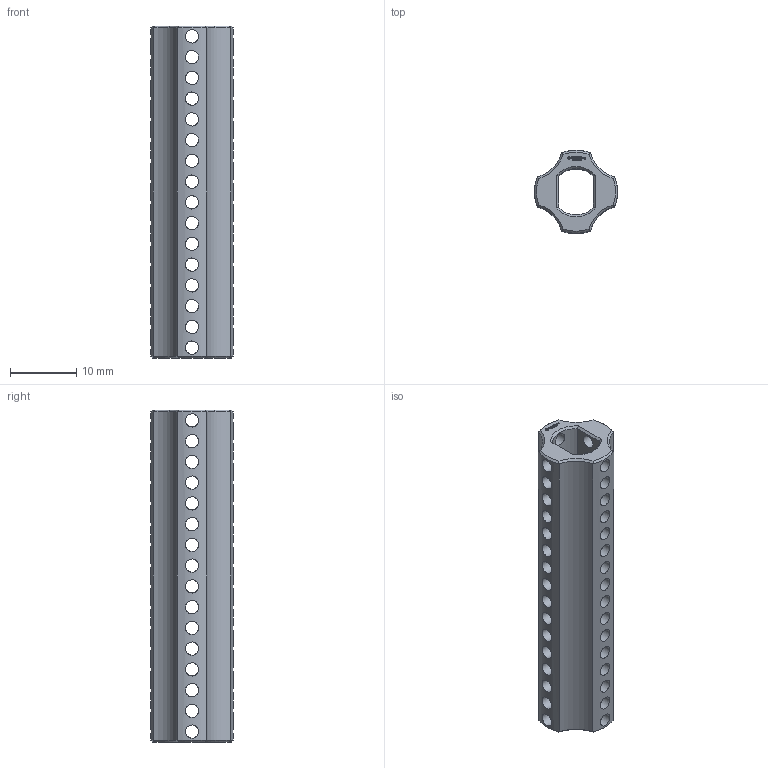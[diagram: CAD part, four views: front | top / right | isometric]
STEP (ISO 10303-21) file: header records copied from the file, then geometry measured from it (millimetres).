
FILE_DESCRIPTION(('FreeCAD Model'),'2;1');
FILE_NAME('Open CASCADE Shape Model','2024-06-16T00:01:03',(''),(''), 'Open CASCADE STEP processor 7.6','FreeCAD','Unknown');
FILE_SCHEMA(('AUTOMOTIVE_DESIGN { 1 0 10303 214 1 1 1 1 }'));
Length unit declared in the file: millimetre
Products named in the file (1): Power-Transmission Hub PLN IDX FXD BU04.00 - SPN-PTH-0016 
(stemfie.org)
Bounding box: 12.5 x 12.5 x 50 mm (x, y, z)
Volume: 2980.8 mm3; surface area: 4041.1 mm2
Topology: 1 solids, 1 shells, 560 faces, 1586 edges, 1060 vertices
Faces by surface type: plane 316, extrusion 150, cylinder 74, cone 20
Full cylindrical faces by diameter (mm): 2 x64
Entity records: 22905 total; most frequent: CARTESIAN_POINT 8816, ORIENTED_EDGE 3172, DIRECTION 2226, EDGE_CURVE 1586, VECTOR 1212, LINE 1062, VERTEX_POINT 1060, FACE_BOUND 722
